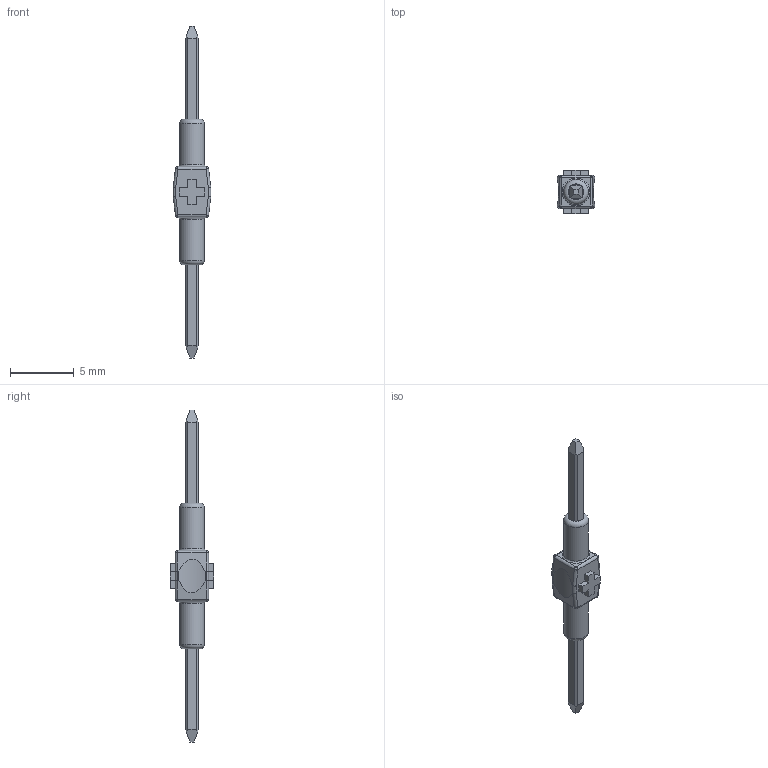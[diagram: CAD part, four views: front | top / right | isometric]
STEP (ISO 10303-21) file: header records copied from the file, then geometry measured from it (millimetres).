
FILE_DESCRIPTION(/* description */ ('Unknown'),/* implementation_level */ '2;1');
FILE_NAME(/* name */ '695101401122',/* time_stamp */ '2017-02-10T13:19:09+01:00',/* author */ ('Unknown'),/* organization */ ('Unknown'),/* preprocessor_version */ 'ST-DEVELOPER v16.7',/* originating_system */ 'DEX',/* authorisation */ $);
FILE_SCHEMA (('AUTOMOTIVE_DESIGN {1 0 10303 214 3 1 1}'));
Length unit declared in the file: millimetre
Products named in the file (3): 6951xx401122; 695101401122; 6951xx401122_Pin
Assembly tree (2 placements, depth 2):
  6951xx401122
    695101401122
    6951xx401122_Pin
Bounding box: 2.95 x 3.4 x 26 mm (x, y, z)
Volume: 62 mm3; surface area: 238.9 mm2
Topology: 2 solids, 2 shells, 107 faces, 258 edges, 155 vertices
Faces by surface type: plane 66, cylinder 29, sphere 8, torus 4
Full cylindrical faces by diameter (mm): 1.24 x1, 1.95 x2
Entity records: 3037 total; most frequent: CARTESIAN_POINT 518, DIRECTION 512, ORIENTED_EDGE 484, EDGE_CURVE 242, LINE 184, VECTOR 184, AXIS2_PLACEMENT_3D 164, VERTEX_POINT 154
